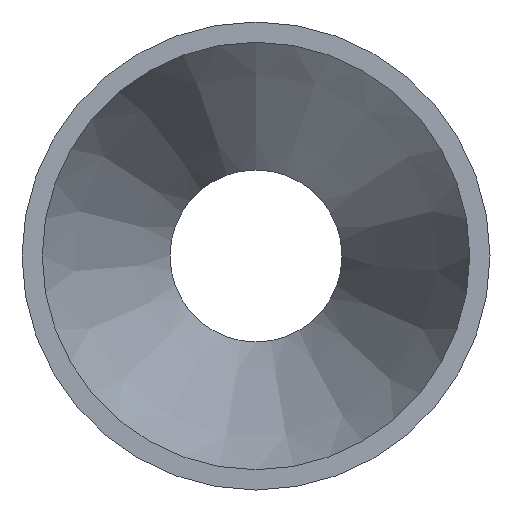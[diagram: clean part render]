
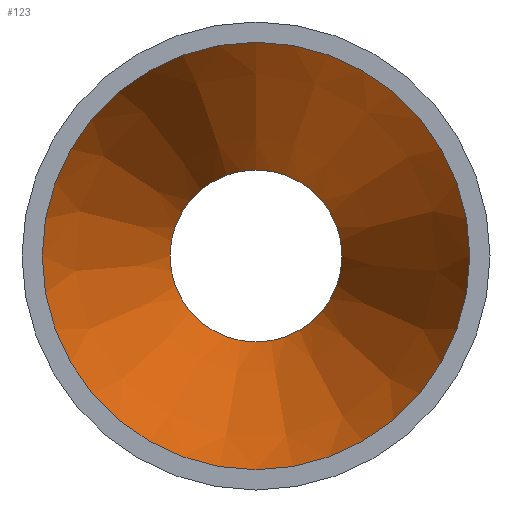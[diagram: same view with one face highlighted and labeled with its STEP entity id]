
A CAD part, left-side view. The second image highlights one B-rep face of the part: STEP entity #123.
In plain terms, the highlighted conical face has half-angle 20.376 degrees and reference radius 17.4 mm.
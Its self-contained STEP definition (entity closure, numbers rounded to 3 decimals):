
#23=FACE_OUTER_BOUND('',#31,.T.);
#31=EDGE_LOOP('',(#89,#90,#91,#92));
#41=LINE('',#218,#47);
#47=VECTOR('',#175,17.4);
#53=CIRCLE('',#152,17.4);
#54=CIRCLE('',#153,7.);
#63=VERTEX_POINT('',#215);
#64=VERTEX_POINT('',#217);
#73=EDGE_CURVE('',#63,#63,#53,.T.);
#74=EDGE_CURVE('',#63,#64,#41,.T.);
#75=EDGE_CURVE('',#64,#64,#54,.T.);
#89=ORIENTED_EDGE('',*,*,#73,.F.);
#90=ORIENTED_EDGE('',*,*,#74,.T.);
#91=ORIENTED_EDGE('',*,*,#75,.T.);
#92=ORIENTED_EDGE('',*,*,#74,.F.);
#121=CONICAL_SURFACE('',#151,17.4,0.356);
#123=ADVANCED_FACE('',(#23),#121,.F.);
#151=AXIS2_PLACEMENT_3D('',#214,#171,#172);
#152=AXIS2_PLACEMENT_3D('',#216,#173,#174);
#153=AXIS2_PLACEMENT_3D('',#219,#176,#177);
#171=DIRECTION('center_axis',(-1.,0.,0.));
#172=DIRECTION('ref_axis',(0.,0.,-1.));
#173=DIRECTION('center_axis',(1.,0.,0.));
#174=DIRECTION('ref_axis',(0.,0.,-1.));
#175=DIRECTION('',(0.937,0.,-0.348));
#176=DIRECTION('center_axis',(1.,0.,0.));
#177=DIRECTION('ref_axis',(0.,0.,-1.));
#214=CARTESIAN_POINT('Origin',(5.,0.,0.));
#215=CARTESIAN_POINT('',(5.,0.,17.4));
#216=CARTESIAN_POINT('Origin',(5.,0.,0.));
#217=CARTESIAN_POINT('',(33.,0.,7.));
#218=CARTESIAN_POINT('',(5.,0.,17.4));
#219=CARTESIAN_POINT('Origin',(33.,0.,0.));
